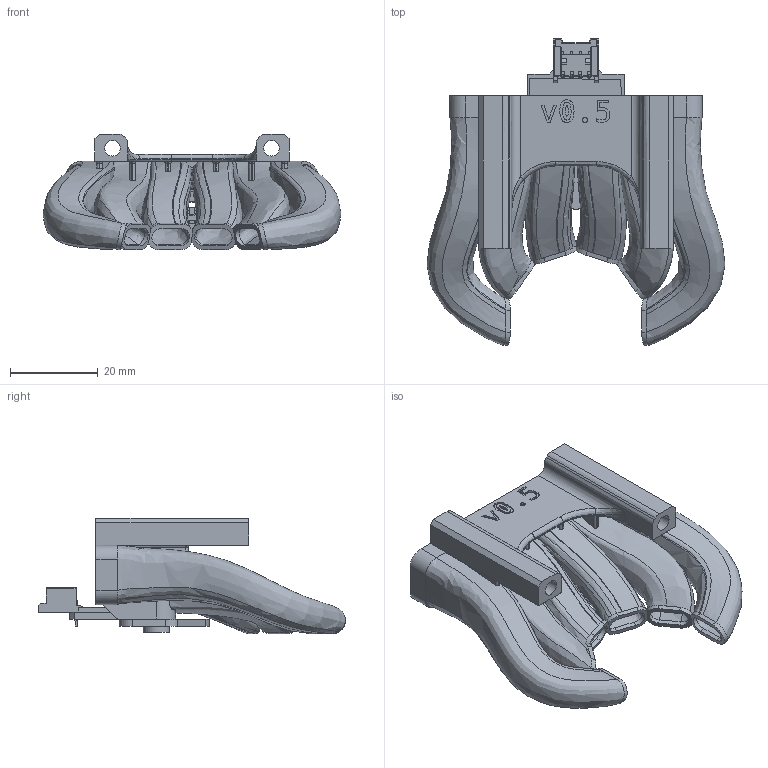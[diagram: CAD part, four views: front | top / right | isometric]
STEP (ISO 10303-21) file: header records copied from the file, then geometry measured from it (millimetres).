
FILE_DESCRIPTION(/* description */ (''),/* implementation_level */ '2;1');
FILE_NAME(/* name */ 'kraken_beacon.step',/* time_stamp */ '2024-01-05T04:05:27-06:00',/* author */ (''),/* organization */ (''),/* preprocessor_version */ 'ST-DEVELOPER v20',/* originating_system */ 'Autodesk Translation Framework v12.14.0.127',/* authorisation */ '');
FILE_SCHEMA (('AUTOMOTIVE_DESIGN { 1 0 10303 214 3 1 1 }'));
Length unit declared in the file: millimetre
Products named in the file (9): Beacon; kraken; Hardware; PN596; Beacon Assembly; Controller_PCB; Coil_PCB; Fasteners (2); BN 1206 3555982 hex socket head cap screw M3x4
Assembly tree (11 placements, depth 4):
  Beacon
    kraken
    Hardware
      PN596  x3
    Beacon Assembly
      Controller_PCB
      Coil_PCB
      Fasteners (2)
        BN 1206 3555982 hex socket head cap screw M3x4  x2
Bounding box: 67.82 x 69.8 x 26.36 mm (x, y, z)
Volume: 15377.8 mm3; surface area: 23859.1 mm2
Topology: 9 solids, 9 shells, 1073 faces, 2962 edges, 1930 vertices
Faces by surface type: bspline 380, plane 377, cylinder 258, torus 32, cone 26
Full cylindrical faces by diameter (mm): 0.9 x4, 1.02 x9, 2.9 x3, 3 x2, 3.3 x1, 3.4 x2, 3.6 x2, 4.2 x3, 4.25 x3, 4.6 x3, 4.7 x3, 6 x2
Entity records: 39335 total; most frequent: CARTESIAN_POINT 19341, ORIENTED_EDGE 4502, DIRECTION 3503, EDGE_CURVE 2251, VERTEX_POINT 1464, AXIS2_PLACEMENT_3D 1170, LINE 1163, VECTOR 1163
